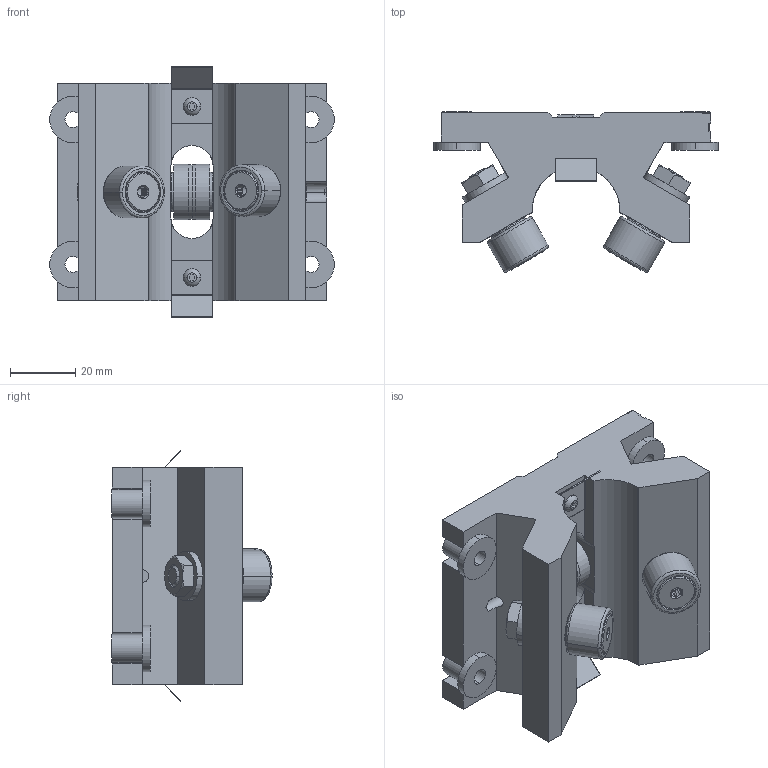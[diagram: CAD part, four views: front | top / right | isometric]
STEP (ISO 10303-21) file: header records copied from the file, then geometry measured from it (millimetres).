
FILE_DESCRIPTION (( 'STEP AP214' ), '1' );
FILE_NAME ('RollerBearing_0558D6BD18.step', '2021-05-24T20:39:12', ( '' ), ( '' ), 'SwSTEP 2.0', 'SolidWorks 2019', '' );
FILE_SCHEMA (( 'AUTOMOTIVE_DESIGN' ));
Length unit declared in the file: inch
Products named in the file (3): N3ViQ3uNtk_CADModel_0; RollerBearing_0558D6BD18
Assembly tree (1 placements, depth 2):
  N3ViQ3uNtk_CADModel_0
  RollerBearing_0558D6BD18
    N3ViQ3uNtk_CADModel_0
Bounding box: 87.3 x 49.14 x 76.75 mm (x, y, z)
Volume: 121565.5 mm3; surface area: 37066.7 mm2
Topology: 17 solids, 17 shells, 411 faces, 986 edges, 627 vertices
Faces by surface type: plane 199, cylinder 130, cone 66, bspline 8, torus 4, sphere 4
Entity records: 17810 total; most frequent: CARTESIAN_POINT 2461, DIRECTION 2090, ORIENTED_EDGE 1956, EDGE_CURVE 978, AXIS2_PLACEMENT_3D 774, VERTEX_POINT 627, VECTOR 542, LINE 542
